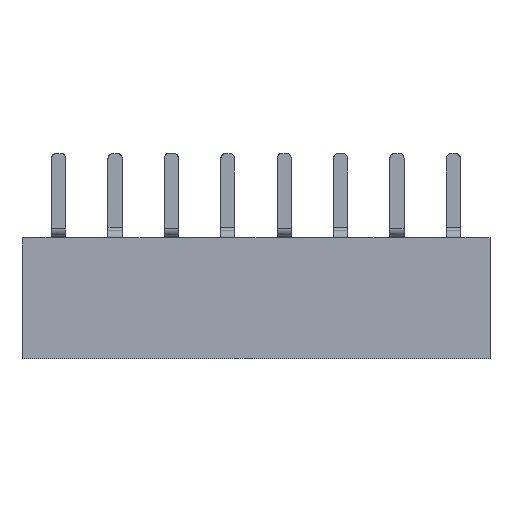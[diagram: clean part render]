
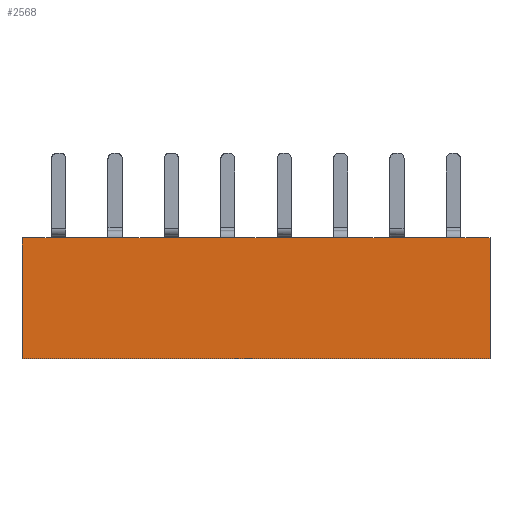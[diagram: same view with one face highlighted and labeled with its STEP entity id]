
A CAD part, top view. The second image highlights one B-rep face of the part: STEP entity #2568.
In plain terms, the highlighted planar face has unit normal (0, 0, 1).
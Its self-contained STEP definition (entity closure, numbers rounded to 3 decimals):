
#727=CARTESIAN_POINT('',(-14.,4.,-1.));
#728=VERTEX_POINT('',#727);
#729=CARTESIAN_POINT('',(-14.,0.,-1.));
#730=VERTEX_POINT('',#729);
#731=CARTESIAN_POINT('',(-14.,4.,-1.));
#732=CARTESIAN_POINT('',(-14.,3.2,-1.));
#733=CARTESIAN_POINT('',(-14.,2.4,-1.));
#734=CARTESIAN_POINT('',(-14.,1.6,-1.));
#735=CARTESIAN_POINT('',(-14.,0.8,-1.));
#736=CARTESIAN_POINT('',(-14.,0.,-1.));
#737=B_SPLINE_CURVE_WITH_KNOTS('',5,(#731,#732,#733,#734,#735,#736),.UNSPECIFIED.,.F.,.U.,(6,6),(0.,4.),.UNSPECIFIED.);
#738=EDGE_CURVE('',#728,#730,#737,.T.);
#740=CARTESIAN_POINT('',(-14.,4.3,-1.));
#741=VERTEX_POINT('',#740);
#742=CARTESIAN_POINT('',(-14.,4.3,-1.));
#743=DIRECTION('',(0.,-1.,0.));
#744=VECTOR('',#743,0.3);
#745=LINE('',#742,#744);
#746=EDGE_CURVE('',#741,#728,#745,.T.);
#1875=CARTESIAN_POINT('',(2.6,0.,-1.));
#1876=VERTEX_POINT('',#1875);
#1886=CARTESIAN_POINT('',(-14.,0.,-1.));
#1887=CARTESIAN_POINT('',(-10.68,0.,-1.));
#1888=CARTESIAN_POINT('',(-7.36,0.,-1.));
#1889=CARTESIAN_POINT('',(-4.04,0.,-1.));
#1890=CARTESIAN_POINT('',(-0.72,0.,-1.));
#1891=CARTESIAN_POINT('',(2.6,0.,-1.));
#1892=B_SPLINE_CURVE_WITH_KNOTS('',5,(#1886,#1887,#1888,#1889,#1890,#1891),.UNSPECIFIED.,.F.,.U.,(6,6),(0.,16.6),.UNSPECIFIED.);
#1893=EDGE_CURVE('',#730,#1876,#1892,.T.);
#2362=CARTESIAN_POINT('',(-5.7,2.15,-1.));
#2363=DIRECTION('',(1.,0.,0.));
#2364=DIRECTION('',(0.,0.,1.));
#2365=AXIS2_PLACEMENT_3D('',#2362,#2364,#2363);
#2366=PLANE('',#2365);
#2367=CARTESIAN_POINT('',(-13.4,4.3,-1.));
#2368=VERTEX_POINT('',#2367);
#2369=CARTESIAN_POINT('',(-13.7,4.3,-1.));
#2370=VERTEX_POINT('',#2369);
#2371=CARTESIAN_POINT('',(-13.4,4.3,-1.));
#2372=CARTESIAN_POINT('',(-13.46,4.3,-1.));
#2373=CARTESIAN_POINT('',(-13.52,4.3,-1.));
#2374=CARTESIAN_POINT('',(-13.58,4.3,-1.));
#2375=CARTESIAN_POINT('',(-13.64,4.3,-1.));
#2376=CARTESIAN_POINT('',(-13.7,4.3,-1.));
#2377=B_SPLINE_CURVE_WITH_KNOTS('',5,(#2371,#2372,#2373,#2374,#2375,#2376),.UNSPECIFIED.,.F.,.U.,(6,6),(0.,0.3),.UNSPECIFIED.);
#2378=EDGE_CURVE('',#2368,#2370,#2377,.T.);
#2379=ORIENTED_EDGE('',*,*,#2378,.T.);
#2380=CARTESIAN_POINT('',(-14.,4.3,-1.));
#2381=DIRECTION('',(1.,0.,0.));
#2382=VECTOR('',#2381,0.3);
#2383=LINE('',#2380,#2382);
#2384=EDGE_CURVE('',#741,#2370,#2383,.T.);
#2385=ORIENTED_EDGE('',*,*,#2384,.F.);
#2386=ORIENTED_EDGE('',*,*,#746,.T.);
#2387=ORIENTED_EDGE('',*,*,#738,.T.);
#2388=ORIENTED_EDGE('',*,*,#1893,.T.);
#2389=CARTESIAN_POINT('',(2.6,4.,-1.));
#2390=VERTEX_POINT('',#2389);
#2391=CARTESIAN_POINT('',(2.6,4.,-1.));
#2392=CARTESIAN_POINT('',(2.6,3.2,-1.));
#2393=CARTESIAN_POINT('',(2.6,2.4,-1.));
#2394=CARTESIAN_POINT('',(2.6,1.6,-1.));
#2395=CARTESIAN_POINT('',(2.6,0.8,-1.));
#2396=CARTESIAN_POINT('',(2.6,0.,-1.));
#2397=B_SPLINE_CURVE_WITH_KNOTS('',5,(#2391,#2392,#2393,#2394,#2395,#2396),.UNSPECIFIED.,.F.,.U.,(6,6),(0.,4.),.UNSPECIFIED.);
#2398=EDGE_CURVE('',#2390,#1876,#2397,.T.);
#2399=ORIENTED_EDGE('',*,*,#2398,.F.);
#2400=CARTESIAN_POINT('',(2.6,4.3,-1.));
#2401=VERTEX_POINT('',#2400);
#2402=CARTESIAN_POINT('',(2.6,4.3,-1.));
#2403=DIRECTION('',(0.,-1.,0.));
#2404=VECTOR('',#2403,0.3);
#2405=LINE('',#2402,#2404);
#2406=EDGE_CURVE('',#2401,#2390,#2405,.T.);
#2407=ORIENTED_EDGE('',*,*,#2406,.F.);
#2408=CARTESIAN_POINT('',(2.3,4.3,-1.));
#2409=VERTEX_POINT('',#2408);
#2410=CARTESIAN_POINT('',(2.3,4.3,-1.));
#2411=DIRECTION('',(1.,0.,0.));
#2412=VECTOR('',#2411,0.3);
#2413=LINE('',#2410,#2412);
#2414=EDGE_CURVE('',#2409,#2401,#2413,.T.);
#2415=ORIENTED_EDGE('',*,*,#2414,.F.);
#2416=CARTESIAN_POINT('',(2.,4.3,-1.));
#2417=VERTEX_POINT('',#2416);
#2418=CARTESIAN_POINT('',(2.3,4.3,-1.));
#2419=CARTESIAN_POINT('',(2.24,4.3,-1.));
#2420=CARTESIAN_POINT('',(2.18,4.3,-1.));
#2421=CARTESIAN_POINT('',(2.12,4.3,-1.));
#2422=CARTESIAN_POINT('',(2.06,4.3,-1.));
#2423=CARTESIAN_POINT('',(2.,4.3,-1.));
#2424=B_SPLINE_CURVE_WITH_KNOTS('',5,(#2418,#2419,#2420,#2421,#2422,#2423),.UNSPECIFIED.,.F.,.U.,(6,6),(0.,0.3),.UNSPECIFIED.);
#2425=EDGE_CURVE('',#2409,#2417,#2424,.T.);
#2426=ORIENTED_EDGE('',*,*,#2425,.T.);
#2427=CARTESIAN_POINT('',(0.6,4.3,-1.));
#2428=VERTEX_POINT('',#2427);
#2429=CARTESIAN_POINT('',(0.6,4.3,-1.));
#2430=DIRECTION('',(1.,0.,0.));
#2431=VECTOR('',#2430,1.4);
#2432=LINE('',#2429,#2431);
#2433=EDGE_CURVE('',#2428,#2417,#2432,.T.);
#2434=ORIENTED_EDGE('',*,*,#2433,.F.);
#2435=CARTESIAN_POINT('',(0.,4.3,-1.));
#2436=VERTEX_POINT('',#2435);
#2437=CARTESIAN_POINT('',(0.6,4.3,-1.));
#2438=CARTESIAN_POINT('',(0.48,4.3,-1.));
#2439=CARTESIAN_POINT('',(0.36,4.3,-1.));
#2440=CARTESIAN_POINT('',(0.24,4.3,-1.));
#2441=CARTESIAN_POINT('',(0.12,4.3,-1.));
#2442=CARTESIAN_POINT('',(0.,4.3,-1.));
#2443=B_SPLINE_CURVE_WITH_KNOTS('',5,(#2437,#2438,#2439,#2440,#2441,#2442),.UNSPECIFIED.,.F.,.U.,(6,6),(0.,0.6),.UNSPECIFIED.);
#2444=EDGE_CURVE('',#2428,#2436,#2443,.T.);
#2445=ORIENTED_EDGE('',*,*,#2444,.T.);
#2446=CARTESIAN_POINT('',(-1.4,4.3,-1.));
#2447=VERTEX_POINT('',#2446);
#2448=CARTESIAN_POINT('',(-1.4,4.3,-1.));
#2449=DIRECTION('',(1.,0.,0.));
#2450=VECTOR('',#2449,1.4);
#2451=LINE('',#2448,#2450);
#2452=EDGE_CURVE('',#2447,#2436,#2451,.T.);
#2453=ORIENTED_EDGE('',*,*,#2452,.F.);
#2454=CARTESIAN_POINT('',(-2.,4.3,-1.));
#2455=VERTEX_POINT('',#2454);
#2456=CARTESIAN_POINT('',(-1.4,4.3,-1.));
#2457=CARTESIAN_POINT('',(-1.52,4.3,-1.));
#2458=CARTESIAN_POINT('',(-1.64,4.3,-1.));
#2459=CARTESIAN_POINT('',(-1.76,4.3,-1.));
#2460=CARTESIAN_POINT('',(-1.88,4.3,-1.));
#2461=CARTESIAN_POINT('',(-2.,4.3,-1.));
#2462=B_SPLINE_CURVE_WITH_KNOTS('',5,(#2456,#2457,#2458,#2459,#2460,#2461),.UNSPECIFIED.,.F.,.U.,(6,6),(0.,0.6),.UNSPECIFIED.);
#2463=EDGE_CURVE('',#2447,#2455,#2462,.T.);
#2464=ORIENTED_EDGE('',*,*,#2463,.T.);
#2465=CARTESIAN_POINT('',(-3.4,4.3,-1.));
#2466=VERTEX_POINT('',#2465);
#2467=CARTESIAN_POINT('',(-3.4,4.3,-1.));
#2468=DIRECTION('',(1.,0.,0.));
#2469=VECTOR('',#2468,1.4);
#2470=LINE('',#2467,#2469);
#2471=EDGE_CURVE('',#2466,#2455,#2470,.T.);
#2472=ORIENTED_EDGE('',*,*,#2471,.F.);
#2473=CARTESIAN_POINT('',(-4.,4.3,-1.));
#2474=VERTEX_POINT('',#2473);
#2475=CARTESIAN_POINT('',(-3.4,4.3,-1.));
#2476=CARTESIAN_POINT('',(-3.52,4.3,-1.));
#2477=CARTESIAN_POINT('',(-3.64,4.3,-1.));
#2478=CARTESIAN_POINT('',(-3.76,4.3,-1.));
#2479=CARTESIAN_POINT('',(-3.88,4.3,-1.));
#2480=CARTESIAN_POINT('',(-4.,4.3,-1.));
#2481=B_SPLINE_CURVE_WITH_KNOTS('',5,(#2475,#2476,#2477,#2478,#2479,#2480),.UNSPECIFIED.,.F.,.U.,(6,6),(0.,0.6),.UNSPECIFIED.);
#2482=EDGE_CURVE('',#2466,#2474,#2481,.T.);
#2483=ORIENTED_EDGE('',*,*,#2482,.T.);
#2484=CARTESIAN_POINT('',(-5.4,4.3,-1.));
#2485=VERTEX_POINT('',#2484);
#2486=CARTESIAN_POINT('',(-5.4,4.3,-1.));
#2487=DIRECTION('',(1.,0.,0.));
#2488=VECTOR('',#2487,1.4);
#2489=LINE('',#2486,#2488);
#2490=EDGE_CURVE('',#2485,#2474,#2489,.T.);
#2491=ORIENTED_EDGE('',*,*,#2490,.F.);
#2492=CARTESIAN_POINT('',(-6.,4.3,-1.));
#2493=VERTEX_POINT('',#2492);
#2494=CARTESIAN_POINT('',(-5.4,4.3,-1.));
#2495=CARTESIAN_POINT('',(-5.52,4.3,-1.));
#2496=CARTESIAN_POINT('',(-5.64,4.3,-1.));
#2497=CARTESIAN_POINT('',(-5.76,4.3,-1.));
#2498=CARTESIAN_POINT('',(-5.88,4.3,-1.));
#2499=CARTESIAN_POINT('',(-6.,4.3,-1.));
#2500=B_SPLINE_CURVE_WITH_KNOTS('',5,(#2494,#2495,#2496,#2497,#2498,#2499),.UNSPECIFIED.,.F.,.U.,(6,6),(0.,0.6),.UNSPECIFIED.);
#2501=EDGE_CURVE('',#2485,#2493,#2500,.T.);
#2502=ORIENTED_EDGE('',*,*,#2501,.T.);
#2503=CARTESIAN_POINT('',(-7.4,4.3,-1.));
#2504=VERTEX_POINT('',#2503);
#2505=CARTESIAN_POINT('',(-7.4,4.3,-1.));
#2506=DIRECTION('',(1.,0.,0.));
#2507=VECTOR('',#2506,1.4);
#2508=LINE('',#2505,#2507);
#2509=EDGE_CURVE('',#2504,#2493,#2508,.T.);
#2510=ORIENTED_EDGE('',*,*,#2509,.F.);
#2511=CARTESIAN_POINT('',(-8.,4.3,-1.));
#2512=VERTEX_POINT('',#2511);
#2513=CARTESIAN_POINT('',(-7.4,4.3,-1.));
#2514=CARTESIAN_POINT('',(-7.52,4.3,-1.));
#2515=CARTESIAN_POINT('',(-7.64,4.3,-1.));
#2516=CARTESIAN_POINT('',(-7.76,4.3,-1.));
#2517=CARTESIAN_POINT('',(-7.88,4.3,-1.));
#2518=CARTESIAN_POINT('',(-8.,4.3,-1.));
#2519=B_SPLINE_CURVE_WITH_KNOTS('',5,(#2513,#2514,#2515,#2516,#2517,#2518),.UNSPECIFIED.,.F.,.U.,(6,6),(0.,0.6),.UNSPECIFIED.);
#2520=EDGE_CURVE('',#2504,#2512,#2519,.T.);
#2521=ORIENTED_EDGE('',*,*,#2520,.T.);
#2522=CARTESIAN_POINT('',(-9.4,4.3,-1.));
#2523=VERTEX_POINT('',#2522);
#2524=CARTESIAN_POINT('',(-9.4,4.3,-1.));
#2525=DIRECTION('',(1.,0.,0.));
#2526=VECTOR('',#2525,1.4);
#2527=LINE('',#2524,#2526);
#2528=EDGE_CURVE('',#2523,#2512,#2527,.T.);
#2529=ORIENTED_EDGE('',*,*,#2528,.F.);
#2530=CARTESIAN_POINT('',(-10.,4.3,-1.));
#2531=VERTEX_POINT('',#2530);
#2532=CARTESIAN_POINT('',(-9.4,4.3,-1.));
#2533=CARTESIAN_POINT('',(-9.52,4.3,-1.));
#2534=CARTESIAN_POINT('',(-9.64,4.3,-1.));
#2535=CARTESIAN_POINT('',(-9.76,4.3,-1.));
#2536=CARTESIAN_POINT('',(-9.88,4.3,-1.));
#2537=CARTESIAN_POINT('',(-10.,4.3,-1.));
#2538=B_SPLINE_CURVE_WITH_KNOTS('',5,(#2532,#2533,#2534,#2535,#2536,#2537),.UNSPECIFIED.,.F.,.U.,(6,6),(0.,0.6),.UNSPECIFIED.);
#2539=EDGE_CURVE('',#2523,#2531,#2538,.T.);
#2540=ORIENTED_EDGE('',*,*,#2539,.T.);
#2541=CARTESIAN_POINT('',(-11.4,4.3,-1.));
#2542=VERTEX_POINT('',#2541);
#2543=CARTESIAN_POINT('',(-11.4,4.3,-1.));
#2544=DIRECTION('',(1.,0.,0.));
#2545=VECTOR('',#2544,1.4);
#2546=LINE('',#2543,#2545);
#2547=EDGE_CURVE('',#2542,#2531,#2546,.T.);
#2548=ORIENTED_EDGE('',*,*,#2547,.F.);
#2549=CARTESIAN_POINT('',(-12.,4.3,-1.));
#2550=VERTEX_POINT('',#2549);
#2551=CARTESIAN_POINT('',(-11.4,4.3,-1.));
#2552=CARTESIAN_POINT('',(-11.52,4.3,-1.));
#2553=CARTESIAN_POINT('',(-11.64,4.3,-1.));
#2554=CARTESIAN_POINT('',(-11.76,4.3,-1.));
#2555=CARTESIAN_POINT('',(-11.88,4.3,-1.));
#2556=CARTESIAN_POINT('',(-12.,4.3,-1.));
#2557=B_SPLINE_CURVE_WITH_KNOTS('',5,(#2551,#2552,#2553,#2554,#2555,#2556),.UNSPECIFIED.,.F.,.U.,(6,6),(0.,0.6),.UNSPECIFIED.);
#2558=EDGE_CURVE('',#2542,#2550,#2557,.T.);
#2559=ORIENTED_EDGE('',*,*,#2558,.T.);
#2560=CARTESIAN_POINT('',(-13.4,4.3,-1.));
#2561=DIRECTION('',(1.,0.,0.));
#2562=VECTOR('',#2561,1.4);
#2563=LINE('',#2560,#2562);
#2564=EDGE_CURVE('',#2368,#2550,#2563,.T.);
#2565=ORIENTED_EDGE('',*,*,#2564,.F.);
#2566=EDGE_LOOP('',(#2379,#2385,#2386,#2387,#2388,#2399,#2407,#2415,#2426,#2434,#2445,#2453,#2464,#2472,#2483,#2491,#2502,#2510,#2521,#2529,#2540,#2548,#2559,#2565));
#2567=FACE_OUTER_BOUND('',#2566,.T.);
#2568=ADVANCED_FACE('',(#2567),#2366,.T.);
